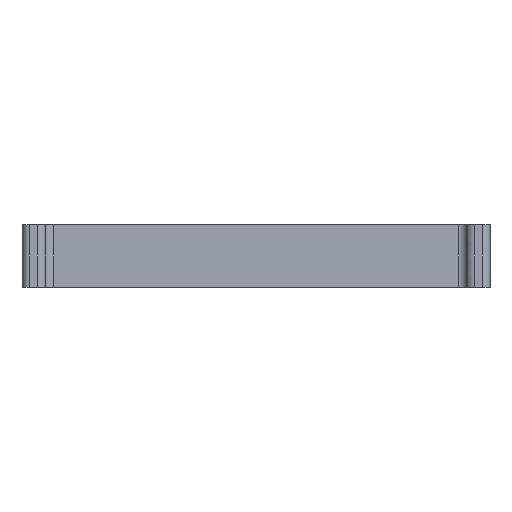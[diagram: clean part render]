
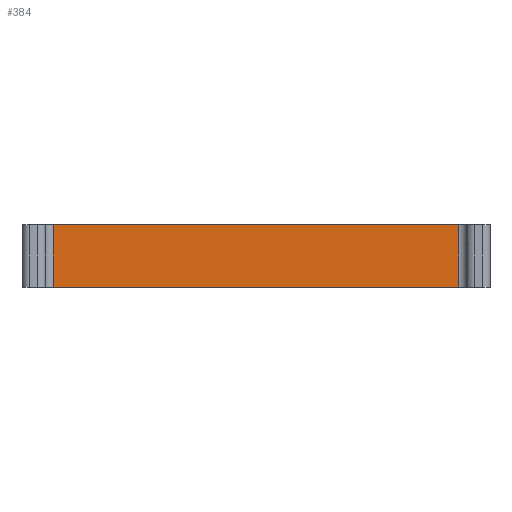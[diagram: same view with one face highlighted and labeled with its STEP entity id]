
A CAD part, front view. The second image highlights one B-rep face of the part: STEP entity #384.
In plain terms, the highlighted planar face has unit normal (0, -1, 0).
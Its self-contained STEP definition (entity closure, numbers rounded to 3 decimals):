
#25=PLANE('',#437);
#44=FACE_OUTER_BOUND('',#66,.T.);
#66=EDGE_LOOP('',(#325,#326,#327,#328));
#81=LINE('',#593,#115);
#100=LINE('',#653,#134);
#102=LINE('',#659,#136);
#103=LINE('',#660,#137);
#115=VECTOR('',#477,10.);
#134=VECTOR('',#538,10.);
#136=VECTOR('',#544,10.);
#137=VECTOR('',#545,10.);
#172=VERTEX_POINT('',#590);
#173=VERTEX_POINT('',#592);
#193=VERTEX_POINT('',#652);
#195=VERTEX_POINT('',#658);
#212=EDGE_CURVE('',#173,#172,#81,.T.);
#242=EDGE_CURVE('',#173,#193,#100,.T.);
#245=EDGE_CURVE('',#195,#172,#102,.T.);
#246=EDGE_CURVE('',#193,#195,#103,.T.);
#325=ORIENTED_EDGE('',*,*,#242,.F.);
#326=ORIENTED_EDGE('',*,*,#212,.T.);
#327=ORIENTED_EDGE('',*,*,#245,.F.);
#328=ORIENTED_EDGE('',*,*,#246,.F.);
#384=ADVANCED_FACE('',(#44),#25,.T.);
#437=AXIS2_PLACEMENT_3D('',#657,#542,#543);
#477=DIRECTION('',(1.,0.,0.));
#538=DIRECTION('',(0.,0.,1.));
#542=DIRECTION('center_axis',(0.,-1.,0.));
#543=DIRECTION('ref_axis',(1.,0.,0.));
#544=DIRECTION('',(0.,0.,-1.));
#545=DIRECTION('',(1.,0.,0.));
#590=CARTESIAN_POINT('',(-1.,77.,0.));
#592=CARTESIAN_POINT('',(-53.,77.,0.));
#593=CARTESIAN_POINT('',(-54.,77.,0.));
#652=CARTESIAN_POINT('',(-53.,77.,8.));
#653=CARTESIAN_POINT('',(-53.,77.,0.));
#657=CARTESIAN_POINT('Origin',(-54.,77.,0.));
#658=CARTESIAN_POINT('',(-1.,77.,8.));
#659=CARTESIAN_POINT('',(-1.,77.,0.));
#660=CARTESIAN_POINT('',(-54.,77.,8.));
